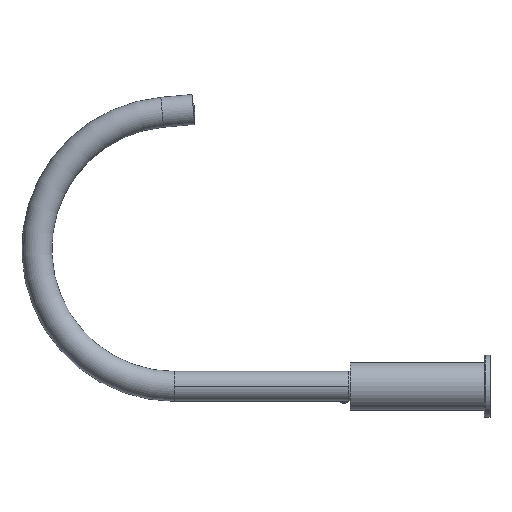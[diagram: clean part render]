
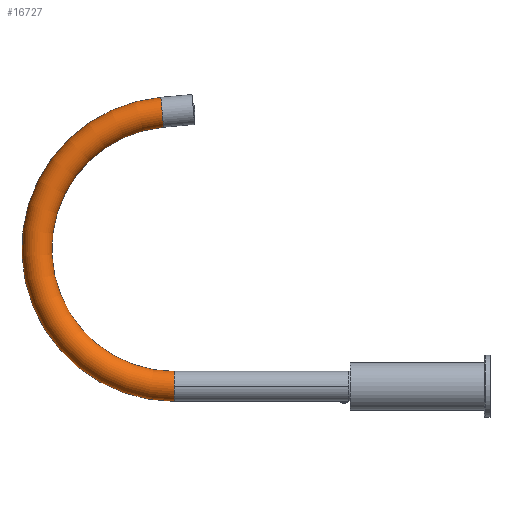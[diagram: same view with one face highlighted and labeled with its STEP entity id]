
A CAD part, left-side view. The second image highlights one B-rep face of the part: STEP entity #16727.
In plain terms, the highlighted toroidal (fillet/blend) face has major radius 110 mm and minor radius 12 mm.
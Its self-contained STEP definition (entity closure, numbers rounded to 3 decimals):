
#150 = EDGE_CURVE ( 'NONE', #562, #1144, #12256, .T. ) ;
#562 = VERTEX_POINT ( 'NONE', #5120 ) ;
#1144 = VERTEX_POINT ( 'NONE', #12932 ) ;
#2080 = CARTESIAN_POINT ( 'NONE',  ( 0., 140., 0. ) ) ;
#2364 = AXIS2_PLACEMENT_3D ( 'NONE', #10381, #2576, #11692 ) ;
#2418 = CARTESIAN_POINT ( 'NONE',  ( 207.627, 148.541, 0. ) ) ;
#2564 = DIRECTION ( 'NONE',  ( 0.087, -0.996, 0. ) ) ;
#2576 = DIRECTION ( 'NONE',  ( 0., 0., -1. ) ) ;
#2740 = VERTEX_POINT ( 'NONE', #15216 ) ;
#3226 = ORIENTED_EDGE ( 'NONE', *, *, #150, .T. ) ;
#3403 = DIRECTION ( 'NONE',  ( 0., 0., 1. ) ) ;
#3613 = ORIENTED_EDGE ( 'NONE', *, *, #7555, .F. ) ;
#4100 = DIRECTION ( 'NONE',  ( 0., 0., -1. ) ) ;
#4249 = VERTEX_POINT ( 'NONE', #12241 ) ;
#4769 = ORIENTED_EDGE ( 'NONE', *, *, #6202, .T. ) ;
#5120 = CARTESIAN_POINT ( 'NONE',  ( -12., 140., 0. ) ) ;
#5298 = ORIENTED_EDGE ( 'NONE', *, *, #10475, .T. ) ;
#5392 = EDGE_LOOP ( 'NONE', ( #3613, #3226, #4769, #5298, #14855 ) ) ;
#5797 = TOROIDAL_SURFACE ( 'NONE', #13580, 110., 12. ) ;
#6202 = EDGE_CURVE ( 'NONE', #1144, #2740, #9058, .T. ) ;
#7194 = CARTESIAN_POINT ( 'NONE',  ( 0., 140., 0. ) ) ;
#7438 = AXIS2_PLACEMENT_3D ( 'NONE', #10369, #2564, #11679 ) ;
#7555 = EDGE_CURVE ( 'NONE', #562, #4249, #14210, .T. ) ;
#8480 = DIRECTION ( 'NONE',  ( 0., 0., 1. ) ) ;
#8498 = DIRECTION ( 'NONE',  ( 0., 0., -1. ) ) ;
#9058 = CIRCLE ( 'NONE', #16350, 12. ) ;
#9241 = FACE_OUTER_BOUND ( 'NONE', #5392, .T. ) ;
#10369 = CARTESIAN_POINT ( 'NONE',  ( 219.581, 149.587, 0. ) ) ;
#10381 = CARTESIAN_POINT ( 'NONE',  ( 110., 140., 0. ) ) ;
#10475 = EDGE_CURVE ( 'NONE', #2740, #13482, #11940, .T. ) ;
#10897 = AXIS2_PLACEMENT_3D ( 'NONE', #11898, #4100, #13197 ) ;
#11109 = DIRECTION ( 'NONE',  ( -1., 0., 0. ) ) ;
#11196 = DIRECTION ( 'NONE',  ( 0., 1., 0. ) ) ;
#11679 = DIRECTION ( 'NONE',  ( 0., 0., 1. ) ) ;
#11692 = DIRECTION ( 'NONE',  ( -1., 0., 0. ) ) ;
#11891 = CIRCLE ( 'NONE', #7438, 12. ) ;
#11898 = CARTESIAN_POINT ( 'NONE',  ( 110., 140., 0. ) ) ;
#11940 = CIRCLE ( 'NONE', #10897, 98. ) ;
#12241 = CARTESIAN_POINT ( 'NONE',  ( 231.536, 150.633, 0. ) ) ;
#12256 = CIRCLE ( 'NONE', #15140, 12. ) ;
#12409 = EDGE_CURVE ( 'NONE', #4249, #13482, #11891, .T. ) ;
#12932 = CARTESIAN_POINT ( 'NONE',  ( 0., 140., 12. ) ) ;
#13197 = DIRECTION ( 'NONE',  ( -1., 0., 0. ) ) ;
#13482 = VERTEX_POINT ( 'NONE', #2418 ) ;
#13580 = AXIS2_PLACEMENT_3D ( 'NONE', #13671, #8498, #11109 ) ;
#13671 = CARTESIAN_POINT ( 'NONE',  ( 110., 140., 0. ) ) ;
#14210 = CIRCLE ( 'NONE', #2364, 122. ) ;
#14855 = ORIENTED_EDGE ( 'NONE', *, *, #12409, .F. ) ;
#15140 = AXIS2_PLACEMENT_3D ( 'NONE', #2080, #11196, #3403 ) ;
#15216 = CARTESIAN_POINT ( 'NONE',  ( 12., 140., 0. ) ) ;
#16236 = DIRECTION ( 'NONE',  ( 0., 1., 0. ) ) ;
#16350 = AXIS2_PLACEMENT_3D ( 'NONE', #7194, #16236, #8480 ) ;
#16727 = ADVANCED_FACE ( 'NONE', ( #9241 ), #5797, .T. ) ;
